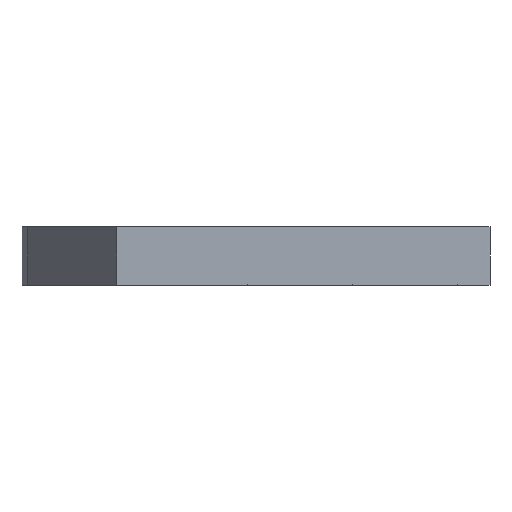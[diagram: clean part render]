
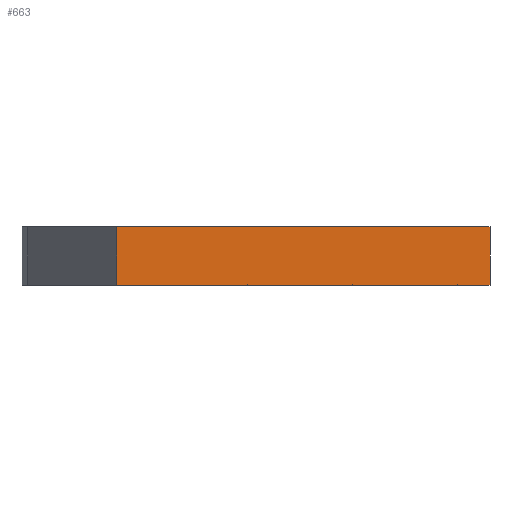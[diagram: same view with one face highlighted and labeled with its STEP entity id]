
A CAD part, left-side view. The second image highlights one B-rep face of the part: STEP entity #663.
In plain terms, the highlighted planar face has unit normal (-1, 0, 0).
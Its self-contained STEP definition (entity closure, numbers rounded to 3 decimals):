
#29 = DIRECTION ( 'NONE',  ( 0., 1., 0. ) ) ;
#39 = VECTOR ( 'NONE', #1317, 1000. ) ;
#127 = ORIENTED_EDGE ( 'NONE', *, *, #760, .T. ) ;
#134 = PLANE ( 'NONE',  #1174 ) ;
#139 = CARTESIAN_POINT ( 'NONE',  ( -224.169, 46.305, 0. ) ) ;
#147 = LINE ( 'NONE', #1207, #353 ) ;
#186 = LINE ( 'NONE', #1155, #1073 ) ;
#266 = DIRECTION ( 'NONE',  ( 0., 0., -1. ) ) ;
#353 = VECTOR ( 'NONE', #266, 1000. ) ;
#375 = CARTESIAN_POINT ( 'NONE',  ( -224.169, 46.305, 12.7 ) ) ;
#422 = ORIENTED_EDGE ( 'NONE', *, *, #1413, .T. ) ;
#476 = ORIENTED_EDGE ( 'NONE', *, *, #1292, .F. ) ;
#511 = FACE_OUTER_BOUND ( 'NONE', #989, .T. ) ;
#596 = DIRECTION ( 'NONE',  ( 0., 0., -1. ) ) ;
#611 = DIRECTION ( 'NONE',  ( -1., 0., 0. ) ) ;
#613 = VERTEX_POINT ( 'NONE', #639 ) ;
#622 = ORIENTED_EDGE ( 'NONE', *, *, #1548, .F. ) ;
#627 = DIRECTION ( 'NONE',  ( 0., 0., 1. ) ) ;
#639 = CARTESIAN_POINT ( 'NONE',  ( -224.169, 127.723, 0. ) ) ;
#663 = ADVANCED_FACE ( 'NONE', ( #511 ), #134, .T. ) ;
#718 = VERTEX_POINT ( 'NONE', #1444 ) ;
#722 = LINE ( 'NONE', #139, #39 ) ;
#737 = CARTESIAN_POINT ( 'NONE',  ( -224.169, 46.305, 12.7 ) ) ;
#760 = EDGE_CURVE ( 'NONE', #1427, #718, #1112, .T. ) ;
#771 = VERTEX_POINT ( 'NONE', #1103 ) ;
#847 = CARTESIAN_POINT ( 'NONE',  ( -224.169, 46.305, 12.7 ) ) ;
#989 = EDGE_LOOP ( 'NONE', ( #622, #476, #127, #422 ) ) ;
#1073 = VECTOR ( 'NONE', #596, 1000. ) ;
#1103 = CARTESIAN_POINT ( 'NONE',  ( -224.169, 46.305, 0. ) ) ;
#1112 = LINE ( 'NONE', #737, #1343 ) ;
#1155 = CARTESIAN_POINT ( 'NONE',  ( -224.169, 46.305, 12.7 ) ) ;
#1174 = AXIS2_PLACEMENT_3D ( 'NONE', #375, #611, #627 ) ;
#1207 = CARTESIAN_POINT ( 'NONE',  ( -224.169, 127.723, 12.7 ) ) ;
#1292 = EDGE_CURVE ( 'NONE', #1427, #771, #186, .T. ) ;
#1317 = DIRECTION ( 'NONE',  ( 0., 1., 0. ) ) ;
#1343 = VECTOR ( 'NONE', #29, 1000. ) ;
#1413 = EDGE_CURVE ( 'NONE', #718, #613, #147, .T. ) ;
#1427 = VERTEX_POINT ( 'NONE', #847 ) ;
#1444 = CARTESIAN_POINT ( 'NONE',  ( -224.169, 127.723, 12.7 ) ) ;
#1548 = EDGE_CURVE ( 'NONE', #771, #613, #722, .T. ) ;
